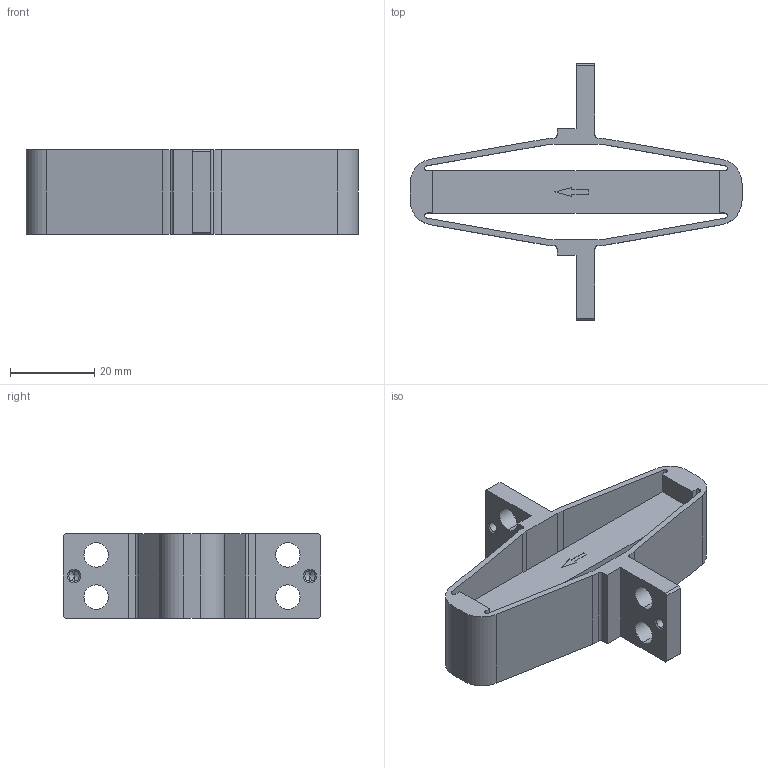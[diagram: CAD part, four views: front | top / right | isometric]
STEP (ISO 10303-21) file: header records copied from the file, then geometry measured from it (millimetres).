
FILE_DESCRIPTION (( 'STEP AP214' ), '1' );
FILE_NAME ('12600001.STEP', '2021-03-15T09:45:10', ( '' ), ( '' ), 'SwSTEP 2.0', 'SolidWorks 2020', '' );
FILE_SCHEMA (( 'AUTOMOTIVE_DESIGN' ));
Length unit declared in the file: millimetre
Products named in the file (1): 12600001
Bounding box: 78.79 x 61 x 20 mm (x, y, z)
Volume: 16362.8 mm3; surface area: 12613.8 mm2
Topology: 2 solids, 2 shells, 90 faces, 247 edges, 160 vertices
Faces by surface type: plane 48, cylinder 34, cone 8
Entity records: 2894 total; most frequent: DIRECTION 497, CARTESIAN_POINT 494, ORIENTED_EDGE 486, EDGE_CURVE 243, VECTOR 171, LINE 171, AXIS2_PLACEMENT_3D 163, VERTEX_POINT 160
